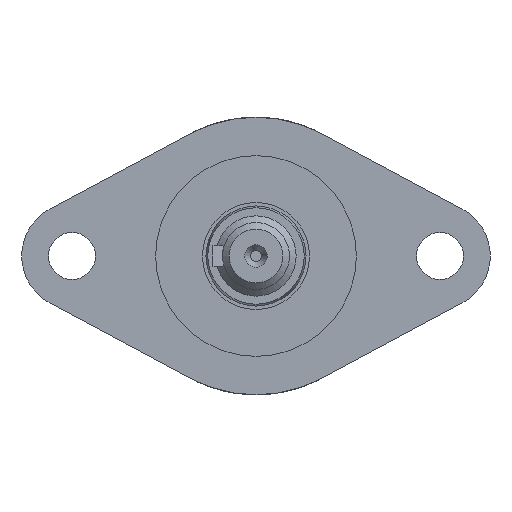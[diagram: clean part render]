
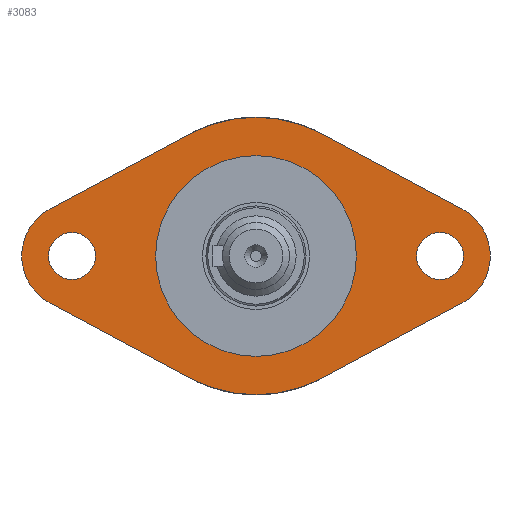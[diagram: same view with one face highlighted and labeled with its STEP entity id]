
A CAD part, left-side view. The second image highlights one B-rep face of the part: STEP entity #3083.
In plain terms, the highlighted planar face has unit normal (-1, 0, 0).
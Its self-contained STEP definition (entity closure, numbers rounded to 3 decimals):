
#275=FACE_BOUND('',#626,.T.);
#276=FACE_BOUND('',#627,.T.);
#277=FACE_BOUND('',#628,.T.);
#313=PLANE('',#3331);
#440=FACE_OUTER_BOUND('',#625,.T.);
#625=EDGE_LOOP('',(#2306,#2307,#2308,#2309,#2310,#2311,#2312,#2313));
#626=EDGE_LOOP('',(#2314));
#627=EDGE_LOOP('',(#2315));
#628=EDGE_LOOP('',(#2316));
#810=LINE('',#4566,#1078);
#812=LINE('',#4571,#1080);
#816=LINE('',#4584,#1084);
#821=LINE('',#4597,#1089);
#1078=VECTOR('',#3722,10.);
#1080=VECTOR('',#3726,10.);
#1084=VECTOR('',#3738,10.);
#1089=VECTOR('',#3751,10.);
#1346=CIRCLE('',#3309,3.5);
#1348=CIRCLE('',#3312,3.5);
#1350=CIRCLE('',#3315,8.);
#1354=CIRCLE('',#3324,8.);
#1356=CIRCLE('',#3329,15.);
#1358=CIRCLE('',#3332,20.75);
#1359=CIRCLE('',#3333,20.75);
#1475=VERTEX_POINT('',#4543);
#1477=VERTEX_POINT('',#4549);
#1480=VERTEX_POINT('',#4556);
#1481=VERTEX_POINT('',#4558);
#1483=VERTEX_POINT('',#4564);
#1485=VERTEX_POINT('',#4570);
#1489=VERTEX_POINT('',#4581);
#1490=VERTEX_POINT('',#4583);
#1492=VERTEX_POINT('',#4589);
#1494=VERTEX_POINT('',#4595);
#1495=VERTEX_POINT('',#4601);
#1773=EDGE_CURVE('',#1475,#1475,#1346,.T.);
#1776=EDGE_CURVE('',#1477,#1477,#1348,.T.);
#1779=EDGE_CURVE('',#1480,#1481,#1350,.T.);
#1783=EDGE_CURVE('',#1483,#1480,#810,.T.);
#1785=EDGE_CURVE('',#1481,#1485,#812,.T.);
#1791=EDGE_CURVE('',#1490,#1489,#816,.T.);
#1795=EDGE_CURVE('',#1489,#1492,#1354,.T.);
#1798=EDGE_CURVE('',#1492,#1494,#821,.T.);
#1800=EDGE_CURVE('',#1495,#1495,#1356,.T.);
#1803=EDGE_CURVE('',#1485,#1494,#1358,.T.);
#1804=EDGE_CURVE('',#1490,#1483,#1359,.T.);
#2306=ORIENTED_EDGE('',*,*,#1803,.F.);
#2307=ORIENTED_EDGE('',*,*,#1785,.F.);
#2308=ORIENTED_EDGE('',*,*,#1779,.F.);
#2309=ORIENTED_EDGE('',*,*,#1783,.F.);
#2310=ORIENTED_EDGE('',*,*,#1804,.F.);
#2311=ORIENTED_EDGE('',*,*,#1791,.T.);
#2312=ORIENTED_EDGE('',*,*,#1795,.T.);
#2313=ORIENTED_EDGE('',*,*,#1798,.T.);
#2314=ORIENTED_EDGE('',*,*,#1773,.T.);
#2315=ORIENTED_EDGE('',*,*,#1776,.T.);
#2316=ORIENTED_EDGE('',*,*,#1800,.T.);
#3083=ADVANCED_FACE('',(#440,#275,#276,#277),#313,.T.);
#3309=AXIS2_PLACEMENT_3D('',#4545,#3701,#3702);
#3312=AXIS2_PLACEMENT_3D('',#4551,#3708,#3709);
#3315=AXIS2_PLACEMENT_3D('',#4559,#3715,#3716);
#3324=AXIS2_PLACEMENT_3D('',#4591,#3745,#3746);
#3329=AXIS2_PLACEMENT_3D('',#4602,#3758,#3759);
#3331=AXIS2_PLACEMENT_3D('',#4606,#3763,#3764);
#3332=AXIS2_PLACEMENT_3D('',#4607,#3765,#3766);
#3333=AXIS2_PLACEMENT_3D('',#4608,#3767,#3768);
#3701=DIRECTION('center_axis',(1.,0.,0.));
#3702=DIRECTION('ref_axis',(0.,0.,1.));
#3708=DIRECTION('center_axis',(1.,0.,0.));
#3709=DIRECTION('ref_axis',(0.,0.,1.));
#3715=DIRECTION('center_axis',(1.,0.,0.));
#3716=DIRECTION('ref_axis',(0.,-0.472,-0.881));
#3722=DIRECTION('',(0.,0.881,0.472));
#3726=DIRECTION('',(0.,-0.881,0.472));
#3738=DIRECTION('',(0.,-0.881,0.472));
#3745=DIRECTION('center_axis',(-1.,0.,0.));
#3746=DIRECTION('ref_axis',(0.,-0.472,-0.881));
#3751=DIRECTION('',(0.,0.881,0.472));
#3758=DIRECTION('center_axis',(1.,0.,0.));
#3759=DIRECTION('ref_axis',(0.,-1.,0.));
#3763=DIRECTION('center_axis',(-1.,0.,0.));
#3764=DIRECTION('ref_axis',(0.,0.,-1.));
#3765=DIRECTION('center_axis',(1.,0.,0.));
#3766=DIRECTION('ref_axis',(0.,-1.,0.));
#3767=DIRECTION('center_axis',(1.,0.,0.));
#3768=DIRECTION('ref_axis',(0.,-1.,0.));
#4543=CARTESIAN_POINT('',(-180.3,-27.5,-3.5));
#4545=CARTESIAN_POINT('Origin',(-180.3,-27.5,0.));
#4549=CARTESIAN_POINT('',(-180.3,27.5,-3.5));
#4551=CARTESIAN_POINT('Origin',(-180.3,27.5,0.));
#4556=CARTESIAN_POINT('',(-180.3,30.778,-7.052));
#4558=CARTESIAN_POINT('',(-180.3,30.778,7.052));
#4559=CARTESIAN_POINT('Origin',(-180.3,27.,0.));
#4564=CARTESIAN_POINT('',(-180.3,9.799,-18.291));
#4566=CARTESIAN_POINT('',(-180.3,9.799,-18.291));
#4570=CARTESIAN_POINT('',(-180.3,9.799,18.291));
#4571=CARTESIAN_POINT('',(-180.3,30.778,7.052));
#4581=CARTESIAN_POINT('',(-180.3,-30.778,-7.052));
#4583=CARTESIAN_POINT('',(-180.3,-9.799,-18.291));
#4584=CARTESIAN_POINT('',(-180.3,-9.799,-18.291));
#4589=CARTESIAN_POINT('',(-180.3,-30.778,7.052));
#4591=CARTESIAN_POINT('Origin',(-180.3,-27.,0.));
#4595=CARTESIAN_POINT('',(-180.3,-9.799,18.291));
#4597=CARTESIAN_POINT('',(-180.3,-30.778,7.052));
#4601=CARTESIAN_POINT('',(-180.3,15.,0.));
#4602=CARTESIAN_POINT('Origin',(-180.3,0.,
0.));
#4606=CARTESIAN_POINT('Origin',(-180.3,-17.875,0.));
#4607=CARTESIAN_POINT('Origin',(-180.3,0.,
0.));
#4608=CARTESIAN_POINT('Origin',(-180.3,0.,
0.));
